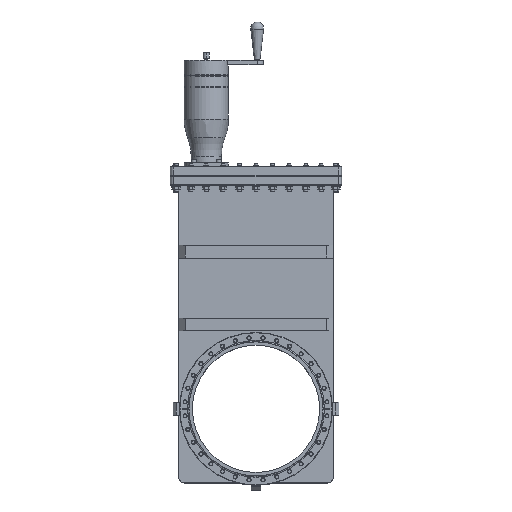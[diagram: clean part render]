
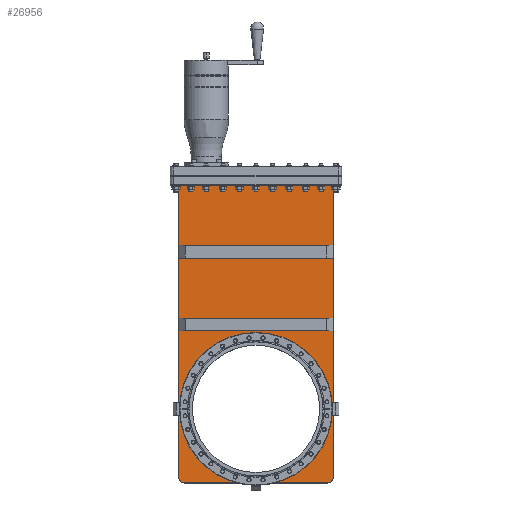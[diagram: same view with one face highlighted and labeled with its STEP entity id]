
A CAD part, top view. The second image highlights one B-rep face of the part: STEP entity #26956.
In plain terms, the highlighted planar face has unit normal (0, 0, 1).
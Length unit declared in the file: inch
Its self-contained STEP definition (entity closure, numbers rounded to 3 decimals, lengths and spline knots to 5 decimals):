
#808=DIRECTION('',(0.,-1.,0.));
#809=VECTOR('',#808,1.);
#810=CARTESIAN_POINT('',(-6.04,7.12,0.827));
#811=LINE('',#810,#809);
#812=DIRECTION('',(1.,0.,0.));
#813=VECTOR('',#812,12.08);
#814=CARTESIAN_POINT('',(-6.04,6.12,0.827));
#815=LINE('',#814,#813);
#816=DIRECTION('',(0.,1.,0.));
#817=VECTOR('',#816,1.);
#818=CARTESIAN_POINT('',(6.04,6.12,0.827));
#819=LINE('',#818,#817);
#820=DIRECTION('',(-1.,0.,0.));
#821=VECTOR('',#820,12.08);
#822=CARTESIAN_POINT('',(6.04,7.12,0.827));
#823=LINE('',#822,#821);
#824=DIRECTION('',(0.,-1.,0.));
#825=VECTOR('',#824,1.);
#826=CARTESIAN_POINT('',(-6.04,12.84,0.827));
#827=LINE('',#826,#825);
#828=DIRECTION('',(1.,0.,0.));
#829=VECTOR('',#828,12.08);
#830=CARTESIAN_POINT('',(-6.04,11.84,0.827));
#831=LINE('',#830,#829);
#832=DIRECTION('',(0.,1.,0.));
#833=VECTOR('',#832,1.);
#834=CARTESIAN_POINT('',(6.04,11.84,0.827));
#835=LINE('',#834,#833);
#836=DIRECTION('',(-1.,0.,0.));
#837=VECTOR('',#836,12.08);
#838=CARTESIAN_POINT('',(6.04,12.84,0.827));
#839=LINE('',#838,#837);
#840=DIRECTION('',(-1.,0.,0.));
#841=VECTOR('',#840,4.24822);
#842=CARTESIAN_POINT('',(5.6095,-5.823,0.827));
#843=LINE('',#842,#841);
#844=CARTESIAN_POINT('',(0.,0.,0.827));
#845=DIRECTION('',(0.,0.,-1.));
#846=DIRECTION('',(0.,1.,0.));
#847=AXIS2_PLACEMENT_3D('',#844,#845,#846);
#849=CARTESIAN_POINT('',(0.,0.,0.827));
#850=DIRECTION('',(0.,0.,1.));
#851=DIRECTION('',(0.,1.,0.));
#852=AXIS2_PLACEMENT_3D('',#849,#850,#851);
#854=DIRECTION('',(-1.,0.,0.));
#855=VECTOR('',#854,4.24822);
#856=CARTESIAN_POINT('',(-1.36128,-5.823,0.827));
#857=LINE('',#856,#855);
#858=CARTESIAN_POINT('',(-5.6095,-5.375,0.827));
#859=DIRECTION('',(0.,0.,1.));
#860=DIRECTION('',(-1.,0.,0.));
#861=AXIS2_PLACEMENT_3D('',#858,#859,#860);
#863=DIRECTION('',(0.,-1.,0.));
#864=VECTOR('',#863,22.935);
#865=CARTESIAN_POINT('',(-6.0575,17.56,0.827));
#866=LINE('',#865,#864);
#867=DIRECTION('',(1.,0.,0.));
#868=VECTOR('',#867,12.115);
#869=CARTESIAN_POINT('',(-6.0575,17.56,0.827));
#870=LINE('',#869,#868);
#871=DIRECTION('',(0.,1.,0.));
#872=VECTOR('',#871,22.935);
#873=CARTESIAN_POINT('',(6.0575,-5.375,0.827));
#874=LINE('',#873,#872);
#875=CARTESIAN_POINT('',(5.6095,-5.375,0.827));
#876=DIRECTION('',(0.,0.,1.));
#877=DIRECTION('',(0.,-1.,0.));
#878=AXIS2_PLACEMENT_3D('',#875,#876,#877);
#20973=CARTESIAN_POINT('',(5.6095,-5.823,0.827));
#20974=VERTEX_POINT('',#20973);
#20975=CARTESIAN_POINT('',(6.0575,-5.375,0.827));
#20976=VERTEX_POINT('',#20975);
#20989=CARTESIAN_POINT('',(-6.0575,-5.375,0.827));
#20990=VERTEX_POINT('',#20989);
#20991=CARTESIAN_POINT('',(-5.6095,-5.823,0.827));
#20992=VERTEX_POINT('',#20991);
#20997=CARTESIAN_POINT('',(-6.0575,17.56,0.827));
#20998=CARTESIAN_POINT('',(6.0575,17.56,0.827));
#20999=VERTEX_POINT('',#20997);
#21000=VERTEX_POINT('',#20998);
#21065=CARTESIAN_POINT('',(-6.04,7.12,0.827));
#21066=CARTESIAN_POINT('',(-6.04,6.12,0.827));
#21067=VERTEX_POINT('',#21065);
#21068=VERTEX_POINT('',#21066);
#21069=CARTESIAN_POINT('',(6.04,6.12,0.827));
#21070=VERTEX_POINT('',#21069);
#21071=CARTESIAN_POINT('',(6.04,7.12,0.827));
#21072=VERTEX_POINT('',#21071);
#21073=CARTESIAN_POINT('',(-6.04,12.84,0.827));
#21074=CARTESIAN_POINT('',(-6.04,11.84,0.827));
#21075=VERTEX_POINT('',#21073);
#21076=VERTEX_POINT('',#21074);
#21077=CARTESIAN_POINT('',(6.04,11.84,0.827));
#21078=VERTEX_POINT('',#21077);
#21079=CARTESIAN_POINT('',(6.04,12.84,0.827));
#21080=VERTEX_POINT('',#21079);
#21217=CARTESIAN_POINT('',(1.36128,-5.823,0.827));
#21219=VERTEX_POINT('',#21217);
#21221=CARTESIAN_POINT('',(-1.36128,-5.823,0.827));
#21222=VERTEX_POINT('',#21221);
#21245=CARTESIAN_POINT('',(0.,5.98,0.827));
#21246=VERTEX_POINT('',#21245);
#26914=CARTESIAN_POINT('',(0.,0.,0.827));
#26915=DIRECTION('',(0.,0.,1.));
#26916=DIRECTION('',(1.,0.,0.));
#26917=AXIS2_PLACEMENT_3D('',#26914,#26915,#26916);
#26918=PLANE('',#26917);
#26919=ORIENTED_EDGE('',*,*,#26885,.T.);
#26921=ORIENTED_EDGE('',*,*,#26920,.F.);
#26923=ORIENTED_EDGE('',*,*,#26922,.T.);
#26924=ORIENTED_EDGE('',*,*,#26881,.T.);
#26926=ORIENTED_EDGE('',*,*,#26925,.F.);
#26928=ORIENTED_EDGE('',*,*,#26927,.F.);
#26929=ORIENTED_EDGE('',*,*,#26458,.T.);
#26931=ORIENTED_EDGE('',*,*,#26930,.F.);
#26933=ORIENTED_EDGE('',*,*,#26932,.F.);
#26934=EDGE_LOOP('',(#26919,#26921,#26923,#26924,#26926,#26928,#26929,#26931,
#26933));
#26935=FACE_OUTER_BOUND('',#26934,.F.);
#26937=ORIENTED_EDGE('',*,*,#26936,.T.);
#26939=ORIENTED_EDGE('',*,*,#26938,.T.);
#26941=ORIENTED_EDGE('',*,*,#26940,.T.);
#26943=ORIENTED_EDGE('',*,*,#26942,.T.);
#26944=EDGE_LOOP('',(#26937,#26939,#26941,#26943));
#26945=FACE_BOUND('',#26944,.F.);
#26947=ORIENTED_EDGE('',*,*,#26946,.T.);
#26949=ORIENTED_EDGE('',*,*,#26948,.T.);
#26951=ORIENTED_EDGE('',*,*,#26950,.T.);
#26953=ORIENTED_EDGE('',*,*,#26952,.T.);
#26954=EDGE_LOOP('',(#26947,#26949,#26951,#26953));
#26955=FACE_BOUND('',#26954,.F.);
#26956=ADVANCED_FACE('',(#26935,#26945,#26955),#26918,.T.);
#848=CIRCLE('',#847,5.98);
#853=CIRCLE('',#852,5.98);
#862=CIRCLE('',#861,0.448);
#879=CIRCLE('',#878,0.448);
#26458=EDGE_CURVE('',#20999,#21000,#870,.T.);
#26881=EDGE_CURVE('',#21222,#20992,#857,.T.);
#26885=EDGE_CURVE('',#20974,#21219,#843,.T.);
#26920=EDGE_CURVE('',#21246,#21219,#848,.T.);
#26922=EDGE_CURVE('',#21246,#21222,#853,.T.);
#26925=EDGE_CURVE('',#20990,#20992,#862,.T.);
#26927=EDGE_CURVE('',#20999,#20990,#866,.T.);
#26930=EDGE_CURVE('',#20976,#21000,#874,.T.);
#26932=EDGE_CURVE('',#20974,#20976,#879,.T.);
#26936=EDGE_CURVE('',#21075,#21076,#827,.T.);
#26938=EDGE_CURVE('',#21076,#21078,#831,.T.);
#26940=EDGE_CURVE('',#21078,#21080,#835,.T.);
#26942=EDGE_CURVE('',#21080,#21075,#839,.T.);
#26946=EDGE_CURVE('',#21067,#21068,#811,.T.);
#26948=EDGE_CURVE('',#21068,#21070,#815,.T.);
#26950=EDGE_CURVE('',#21070,#21072,#819,.T.);
#26952=EDGE_CURVE('',#21072,#21067,#823,.T.);
